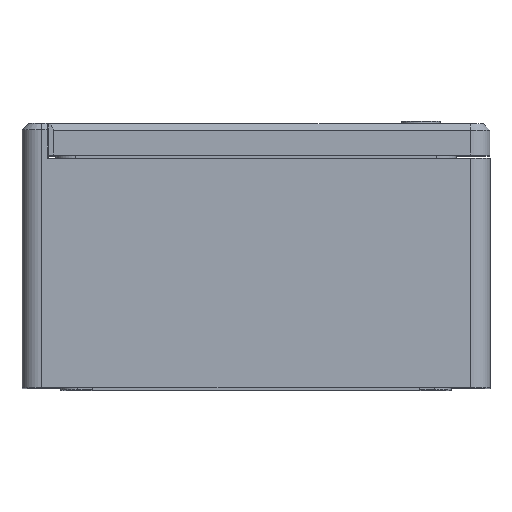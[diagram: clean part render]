
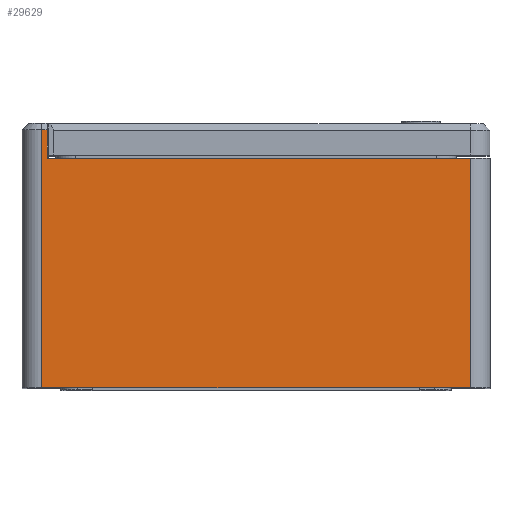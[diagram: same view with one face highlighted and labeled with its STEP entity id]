
A CAD part, top view. The second image highlights one B-rep face of the part: STEP entity #29629.
In plain terms, the highlighted planar face has unit normal (0, 0, 1).
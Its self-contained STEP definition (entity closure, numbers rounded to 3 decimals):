
#96 = ORIENTED_EDGE ( 'NONE', *, *, #23397, .F. ) ;
#1738 = DIRECTION ( 'NONE',  ( 0., -1., 0. ) ) ;
#3573 = VERTEX_POINT ( 'NONE', #33740 ) ;
#4119 = CARTESIAN_POINT ( 'NONE',  ( -137.5, 147., 200. ) ) ;
#6361 = VERTEX_POINT ( 'NONE', #30245 ) ;
#6444 = DIRECTION ( 'NONE',  ( -1., 0., 0. ) ) ;
#7143 = VERTEX_POINT ( 'NONE', #40400 ) ;
#8112 = ORIENTED_EDGE ( 'NONE', *, *, #26015, .T. ) ;
#8432 = DIRECTION ( 'NONE',  ( 1., 0., 0. ) ) ;
#9639 = VECTOR ( 'NONE', #8432, 1000. ) ;
#9737 = EDGE_CURVE ( 'NONE', #7143, #6361, #13829, .T. ) ;
#10584 = DIRECTION ( 'NONE',  ( 0., -1., 0. ) ) ;
#11006 = CARTESIAN_POINT ( 'NONE',  ( 137.5, 147., 200. ) ) ;
#11238 = DIRECTION ( 'NONE',  ( 0., 1., 0. ) ) ;
#11408 = VECTOR ( 'NONE', #11238, 1000. ) ;
#11631 = VERTEX_POINT ( 'NONE', #31125 ) ;
#11768 = CARTESIAN_POINT ( 'NONE',  ( 137.5, 147., 200. ) ) ;
#12996 = ORIENTED_EDGE ( 'NONE', *, *, #9737, .T. ) ;
#13047 = LINE ( 'NONE', #33272, #16622 ) ;
#13829 = LINE ( 'NONE', #36863, #11408 ) ;
#14117 = VECTOR ( 'NONE', #1738, 1000. ) ;
#14286 = EDGE_CURVE ( 'NONE', #7143, #19471, #38332, .T. ) ;
#15496 = LINE ( 'NONE', #31191, #14117 ) ;
#16606 = LINE ( 'NONE', #4119, #29215 ) ;
#16622 = VECTOR ( 'NONE', #26614, 1000. ) ;
#17483 = DIRECTION ( 'NONE',  ( -1., 0., 0. ) ) ;
#17671 = ORIENTED_EDGE ( 'NONE', *, *, #14286, .F. ) ;
#18996 = CARTESIAN_POINT ( 'NONE',  ( 137.5, 147., 200. ) ) ;
#19370 = LINE ( 'NONE', #39130, #28272 ) ;
#19471 = VERTEX_POINT ( 'NONE', #11768 ) ;
#20697 = VERTEX_POINT ( 'NONE', #32197 ) ;
#20708 = FACE_OUTER_BOUND ( 'NONE', #42147, .T. ) ;
#23397 = EDGE_CURVE ( 'NONE', #19471, #3573, #15496, .T. ) ;
#24084 = ORIENTED_EDGE ( 'NONE', *, *, #26436, .T. ) ;
#25809 = AXIS2_PLACEMENT_3D ( 'NONE', #11006, #33823, #17483 ) ;
#26015 = EDGE_CURVE ( 'NONE', #6361, #11631, #19370, .T. ) ;
#26436 = EDGE_CURVE ( 'NONE', #20697, #3573, #13047, .T. ) ;
#26614 = DIRECTION ( 'NONE',  ( 1., 0., 0. ) ) ;
#28272 = VECTOR ( 'NONE', #6444, 1000. ) ;
#29215 = VECTOR ( 'NONE', #10584, 1000. ) ;
#29629 = ADVANCED_FACE ( 'NONE', ( #20708 ), #33603, .F. ) ;
#30245 = CARTESIAN_POINT ( 'NONE',  ( -134., 165.5, 200. ) ) ;
#31125 = CARTESIAN_POINT ( 'NONE',  ( -137.5, 165.5, 200. ) ) ;
#31191 = CARTESIAN_POINT ( 'NONE',  ( 137.5, 147., 200. ) ) ;
#32197 = CARTESIAN_POINT ( 'NONE',  ( -137.5, 0., 200. ) ) ;
#33272 = CARTESIAN_POINT ( 'NONE',  ( 137.5, 0., 200. ) ) ;
#33603 = PLANE ( 'NONE',  #25809 ) ;
#33740 = CARTESIAN_POINT ( 'NONE',  ( 137.5, 0., 200. ) ) ;
#33823 = DIRECTION ( 'NONE',  ( 0., 0., -1. ) ) ;
#34760 = ORIENTED_EDGE ( 'NONE', *, *, #40626, .T. ) ;
#36863 = CARTESIAN_POINT ( 'NONE',  ( -134., 147., 200. ) ) ;
#38332 = LINE ( 'NONE', #18996, #9639 ) ;
#39130 = CARTESIAN_POINT ( 'NONE',  ( 137.5, 165.5, 200. ) ) ;
#40400 = CARTESIAN_POINT ( 'NONE',  ( -134., 147., 200. ) ) ;
#40626 = EDGE_CURVE ( 'NONE', #11631, #20697, #16606, .T. ) ;
#42147 = EDGE_LOOP ( 'NONE', ( #17671, #12996, #8112, #34760, #24084, #96 ) ) ;
